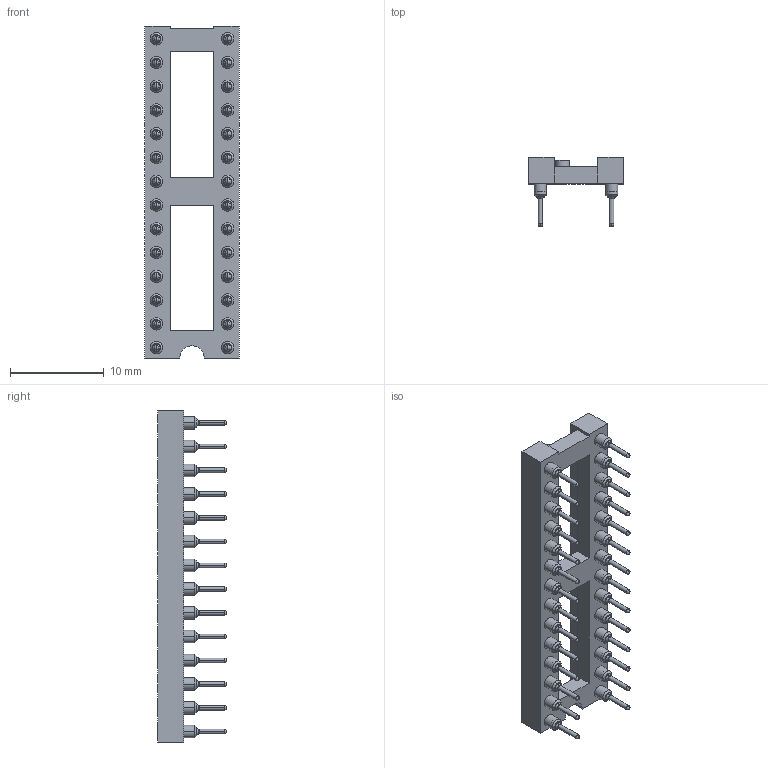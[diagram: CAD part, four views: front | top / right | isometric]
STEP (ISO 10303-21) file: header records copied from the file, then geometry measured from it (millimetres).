
FILE_DESCRIPTION(('STEP AP242'),'1');
FILE_NAME('110-87-328-41-001101.stp','2020-12-13T02:00:50',('TraceParts'),('TraceParts S.A.'),'Spatial InterOp 3D',' ',' ');
FILE_SCHEMA(('AP242_MANAGED_MODEL_BASED_3D_ENGINEERING_MIM_LF {1 0 10303 442 1 1 4}'));
Length unit declared in the file: millimetre
Products named in the file (1): 110-87-328-41-001101
Bounding box: 10.1 x 7.37 x 35.5 mm (x, y, z)
Volume: 601.7 mm3; surface area: 1701.5 mm2
Topology: 1 solids, 1 shells, 1124 faces, 2488 edges, 1394 vertices
Faces by surface type: cone 560, cylinder 285, torus 168, plane 111
Entity records: 49032 total; most frequent: DIRECTION 6092, CARTESIAN_POINT 4895, ORIENTED_EDGE 4752, STYLED_ITEM 3094, PRESENTATION_STYLE_ASSIGNMENT 3094, COLOUR_RGB 3094, AXIS2_PLACEMENT_3D 2591, EDGE_CURVE 2376
